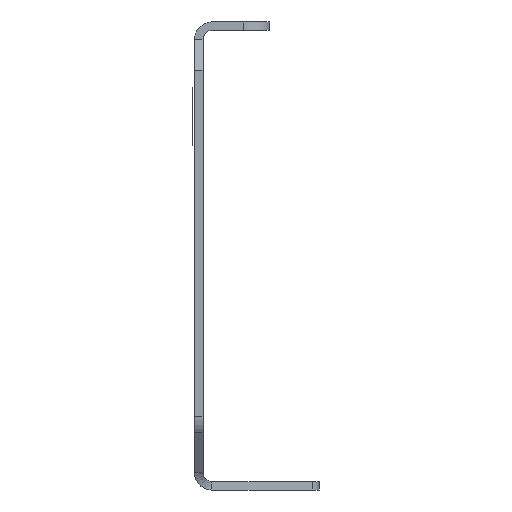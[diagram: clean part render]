
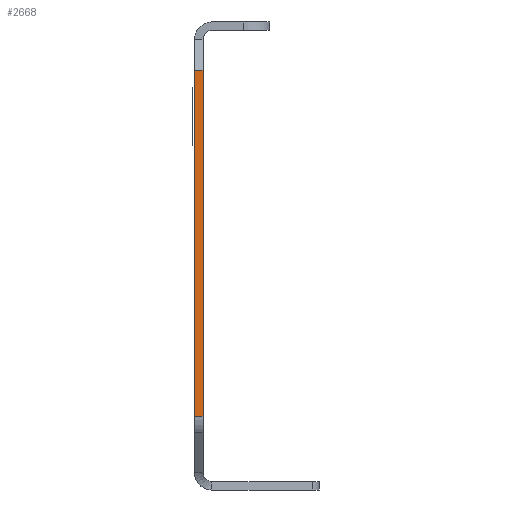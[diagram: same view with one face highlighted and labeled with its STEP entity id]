
A CAD part, left-side view. The second image highlights one B-rep face of the part: STEP entity #2668.
In plain terms, the highlighted planar face has unit normal (-1, 0, 0).
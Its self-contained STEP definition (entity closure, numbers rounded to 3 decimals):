
#246=FACE_OUTER_BOUND('',#387,.T.);
#387=EDGE_LOOP('',(#1826,#1827,#1828,#1829));
#544=LINE('',#3801,#832);
#545=LINE('',#3803,#833);
#546=LINE('',#3805,#834);
#547=LINE('',#3806,#835);
#832=VECTOR('',#3053,1.);
#833=VECTOR('',#3054,1.);
#834=VECTOR('',#3055,1.);
#835=VECTOR('',#3056,1.);
#1120=VERTEX_POINT('',#3799);
#1121=VERTEX_POINT('',#3800);
#1122=VERTEX_POINT('',#3802);
#1123=VERTEX_POINT('',#3804);
#1407=EDGE_CURVE('',#1120,#1121,#544,.F.);
#1408=EDGE_CURVE('',#1122,#1121,#545,.T.);
#1409=EDGE_CURVE('',#1123,#1122,#546,.F.);
#1410=EDGE_CURVE('',#1123,#1120,#547,.T.);
#1826=ORIENTED_EDGE('',*,*,#1407,.T.);
#1827=ORIENTED_EDGE('',*,*,#1408,.F.);
#1828=ORIENTED_EDGE('',*,*,#1409,.F.);
#1829=ORIENTED_EDGE('',*,*,#1410,.T.);
#2595=PLANE('',#2811);
#2668=ADVANCED_FACE('',(#246),#2595,.F.);
#2811=AXIS2_PLACEMENT_3D('',#3798,#3051,#3052);
#3051=DIRECTION('center_axis',(1.,0.,0.));
#3052=DIRECTION('ref_axis',(0.,0.,1.));
#3053=DIRECTION('',(0.,0.,-1.));
#3054=DIRECTION('',(0.,-1.,0.));
#3055=DIRECTION('',(0.,0.,-1.));
#3056=DIRECTION('',(0.,-1.,0.));
#3798=CARTESIAN_POINT('Origin',(-147.5,0.,-25.876));
#3799=CARTESIAN_POINT('',(-147.5,-0.95,-11.002));
#3800=CARTESIAN_POINT('',(-147.5,-0.95,28.095));
#3801=CARTESIAN_POINT('',(-147.5,-0.95,0.));
#3802=CARTESIAN_POINT('',(-147.5,0.,28.095));
#3803=CARTESIAN_POINT('',(-147.5,-0.475,28.095));
#3804=CARTESIAN_POINT('',(-147.5,0.,-11.002));
#3805=CARTESIAN_POINT('',(-147.5,0.,0.));
#3806=CARTESIAN_POINT('',(-147.5,-0.475,-11.002));
